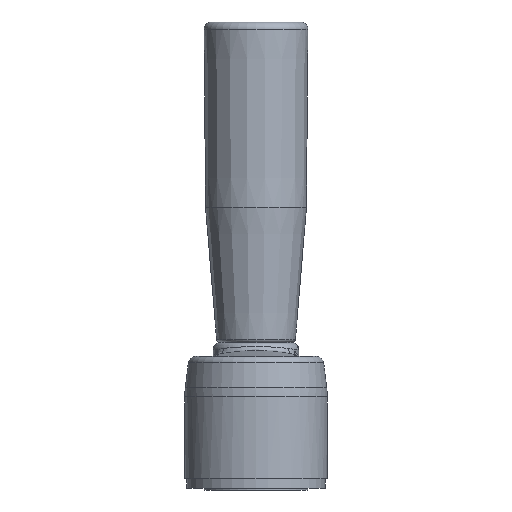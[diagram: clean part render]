
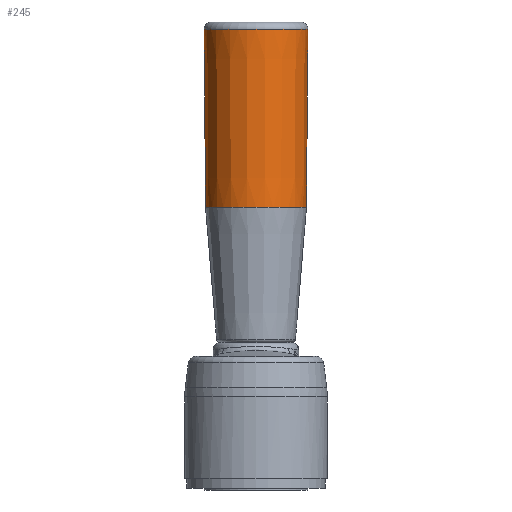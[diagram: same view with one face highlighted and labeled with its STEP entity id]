
A CAD part, left-side view. The second image highlights one B-rep face of the part: STEP entity #245.
In plain terms, the highlighted conical face has half-angle 0.458 degrees and reference radius 14 mm.
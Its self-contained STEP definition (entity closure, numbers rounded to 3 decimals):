
#245 = ADVANCED_FACE( '', ( #652, #653 ), #654, .T. );
#652 = FACE_OUTER_BOUND( '', #1252, .T. );
#653 = FACE_BOUND( '', #1253, .T. );
#654 = CONICAL_SURFACE( '', #1254, 14., 0.008 );
#1252 = EDGE_LOOP( '', ( #3649 ) );
#1253 = EDGE_LOOP( '', ( #3650 ) );
#1254 = AXIS2_PLACEMENT_3D( '', #3651, #3652, #3653 );
#3649 = ORIENTED_EDGE( '', *, *, #5134, .T. );
#3650 = ORIENTED_EDGE( '', *, *, #5153, .T. );
#3651 = CARTESIAN_POINT( '', ( 71.135, 0., 125.65 ) );
#3652 = DIRECTION( '', ( 0., 0., 1. ) );
#3653 = DIRECTION( '', ( 0., 1., 0. ) );
#5134 = EDGE_CURVE( '', #5810, #5810, #5811, .T. );
#5153 = EDGE_CURVE( '', #5843, #5843, #5844, .T. );
#5810 = VERTEX_POINT( '', #6766 );
#5811 = CIRCLE( '', #6767, 13.984 );
#5843 = VERTEX_POINT( '', #6809 );
#5844 = CIRCLE( '', #6810, 13.6 );
#6766 = CARTESIAN_POINT( '', ( 71.135, -13.984, 123.634 ) );
#6767 = AXIS2_PLACEMENT_3D( '', #8692, #8693, #8694 );
#6809 = CARTESIAN_POINT( '', ( 71.135, 13.6, 75.65 ) );
#6810 = AXIS2_PLACEMENT_3D( '', #8717, #8718, #8719 );
#8692 = CARTESIAN_POINT( '', ( 71.135, 0., 123.634 ) );
#8693 = DIRECTION( '', ( 0., 0., -1. ) );
#8694 = DIRECTION( '', ( 0., -1., 0. ) );
#8717 = CARTESIAN_POINT( '', ( 71.135, 0., 75.65 ) );
#8718 = DIRECTION( '', ( 0., 0., 1. ) );
#8719 = DIRECTION( '', ( 0., 1., 0. ) );
